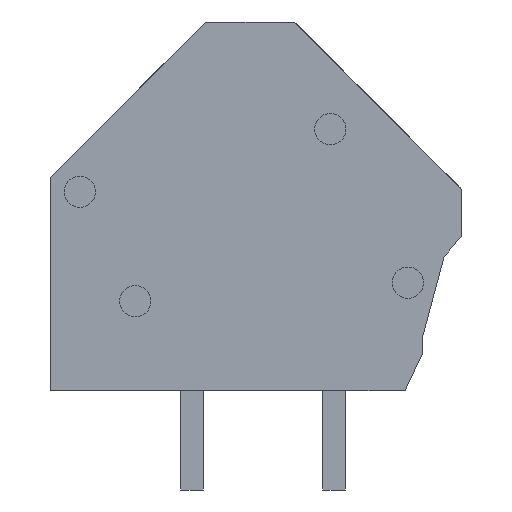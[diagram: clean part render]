
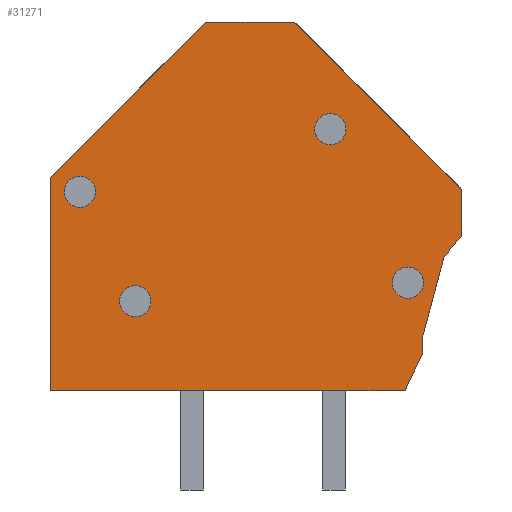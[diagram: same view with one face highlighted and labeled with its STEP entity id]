
A CAD part, left-side view. The second image highlights one B-rep face of the part: STEP entity #31271.
In plain terms, the highlighted planar face has unit normal (-1, 0, 0).
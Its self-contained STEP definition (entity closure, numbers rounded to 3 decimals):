
#31184=AXIS2_PLACEMENT_3D('Plane Axis2P3D',#31181,#31182,#31183) ;
#31201=AXIS2_PLACEMENT_3D('Circle Axis2P3D',#31199,#31200,$) ;
#31210=AXIS2_PLACEMENT_3D('Circle Axis2P3D',#31208,#31209,$) ;
#31219=AXIS2_PLACEMENT_3D('Circle Axis2P3D',#31217,#31218,$) ;
#31228=AXIS2_PLACEMENT_3D('Circle Axis2P3D',#31226,#31227,$) ;
#31237=AXIS2_PLACEMENT_3D('Circle Axis2P3D',#31235,#31236,$) ;
#31246=AXIS2_PLACEMENT_3D('Circle Axis2P3D',#31244,#31245,$) ;
#31255=AXIS2_PLACEMENT_3D('Circle Axis2P3D',#31253,#31254,$) ;
#31264=AXIS2_PLACEMENT_3D('Circle Axis2P3D',#31262,#31263,$) ;
#30856=CARTESIAN_POINT('Vertex',(0.7,2.,3.5)) ;
#30870=CARTESIAN_POINT('Vertex',(0.7,1.37,4.85)) ;
#30873=CARTESIAN_POINT('Line Origine',(0.7,1.685,4.175)) ;
#30901=CARTESIAN_POINT('Vertex',(0.7,1.37,5.45)) ;
#30904=CARTESIAN_POINT('Line Origine',(0.7,1.37,5.15)) ;
#30932=CARTESIAN_POINT('Vertex',(0.7,0.634,8.2)) ;
#30935=CARTESIAN_POINT('Line Origine',(0.7,1.002,6.825)) ;
#30963=CARTESIAN_POINT('Vertex',(0.7,0.,8.953)) ;
#30966=CARTESIAN_POINT('Line Origine',(0.7,0.317,8.577)) ;
#30994=CARTESIAN_POINT('Vertex',(0.7,0.,10.58)) ;
#30997=CARTESIAN_POINT('Line Origine',(0.7,0.,9.766)) ;
#31025=CARTESIAN_POINT('Vertex',(0.7,5.898,16.478)) ;
#31028=CARTESIAN_POINT('Line Origine',(0.7,2.949,13.529)) ;
#31056=CARTESIAN_POINT('Vertex',(0.7,9.022,16.478)) ;
#31059=CARTESIAN_POINT('Line Origine',(0.7,7.46,16.478)) ;
#31087=CARTESIAN_POINT('Vertex',(0.7,14.5,11.)) ;
#31090=CARTESIAN_POINT('Line Origine',(0.7,11.761,13.739)) ;
#31118=CARTESIAN_POINT('Vertex',(0.7,14.5,3.5)) ;
#31121=CARTESIAN_POINT('Line Origine',(0.7,14.5,7.25)) ;
#31149=CARTESIAN_POINT('Vertex',(0.7,12.7,3.5)) ;
#31152=CARTESIAN_POINT('Line Origine',(0.7,13.6,3.5)) ;
#31169=CARTESIAN_POINT('Line Origine',(0.7,7.35,3.5)) ;
#31181=CARTESIAN_POINT('Axis2P3D Location',(0.7,0.,0.)) ;
#31199=CARTESIAN_POINT('Axis2P3D Location',(0.7,13.45,10.5)) ;
#31203=CARTESIAN_POINT('Vertex',(0.7,12.9,10.5)) ;
#31205=CARTESIAN_POINT('Vertex',(0.7,14.,10.5)) ;
#31208=CARTESIAN_POINT('Axis2P3D Location',(0.7,13.45,10.5)) ;
#31217=CARTESIAN_POINT('Axis2P3D Location',(0.7,4.632,12.707)) ;
#31221=CARTESIAN_POINT('Vertex',(0.7,4.082,12.707)) ;
#31223=CARTESIAN_POINT('Vertex',(0.7,5.182,12.707)) ;
#31226=CARTESIAN_POINT('Axis2P3D Location',(0.7,4.632,12.707)) ;
#31235=CARTESIAN_POINT('Axis2P3D Location',(0.7,11.5,6.65)) ;
#31239=CARTESIAN_POINT('Vertex',(0.7,10.95,6.65)) ;
#31241=CARTESIAN_POINT('Vertex',(0.7,12.05,6.65)) ;
#31244=CARTESIAN_POINT('Axis2P3D Location',(0.7,11.5,6.65)) ;
#31253=CARTESIAN_POINT('Axis2P3D Location',(0.7,1.9,7.3)) ;
#31257=CARTESIAN_POINT('Vertex',(0.7,1.35,7.3)) ;
#31259=CARTESIAN_POINT('Vertex',(0.7,2.45,7.3)) ;
#31262=CARTESIAN_POINT('Axis2P3D Location',(0.7,1.9,7.3)) ;
#30874=DIRECTION('Vector Direction',(0.,-0.423,0.906)) ;
#30905=DIRECTION('Vector Direction',(0.,0.,1.)) ;
#30936=DIRECTION('Vector Direction',(0.,-0.259,0.966)) ;
#30967=DIRECTION('Vector Direction',(0.,-0.644,0.765)) ;
#30998=DIRECTION('Vector Direction',(0.,0.,-1.)) ;
#31029=DIRECTION('Vector Direction',(0.,0.707,0.707)) ;
#31060=DIRECTION('Vector Direction',(0.,-1.,0.)) ;
#31091=DIRECTION('Vector Direction',(0.,-0.707,0.707)) ;
#31122=DIRECTION('Vector Direction',(0.,0.,-1.)) ;
#31153=DIRECTION('Vector Direction',(0.,-1.,0.)) ;
#31170=DIRECTION('Vector Direction',(0.,-1.,0.)) ;
#31182=DIRECTION('Axis2P3D Direction',(-1.,0.,0.)) ;
#31183=DIRECTION('Axis2P3D XDirection',(0.,-1.,0.)) ;
#31200=DIRECTION('Axis2P3D Direction',(-1.,0.,0.)) ;
#31209=DIRECTION('Axis2P3D Direction',(-1.,0.,0.)) ;
#31218=DIRECTION('Axis2P3D Direction',(-1.,0.,0.)) ;
#31227=DIRECTION('Axis2P3D Direction',(-1.,0.,0.)) ;
#31236=DIRECTION('Axis2P3D Direction',(-1.,0.,0.)) ;
#31245=DIRECTION('Axis2P3D Direction',(-1.,0.,0.)) ;
#31254=DIRECTION('Axis2P3D Direction',(-1.,0.,0.)) ;
#31263=DIRECTION('Axis2P3D Direction',(-1.,0.,0.)) ;
#30875=VECTOR('Line Direction',#30874,1.) ;
#30906=VECTOR('Line Direction',#30905,1.) ;
#30937=VECTOR('Line Direction',#30936,1.) ;
#30968=VECTOR('Line Direction',#30967,1.) ;
#30999=VECTOR('Line Direction',#30998,1.) ;
#31030=VECTOR('Line Direction',#31029,1.) ;
#31061=VECTOR('Line Direction',#31060,1.) ;
#31092=VECTOR('Line Direction',#31091,1.) ;
#31123=VECTOR('Line Direction',#31122,1.) ;
#31154=VECTOR('Line Direction',#31153,1.) ;
#31171=VECTOR('Line Direction',#31170,1.) ;
#31187=ORIENTED_EDGE('',*,*,#30877,.T.) ;
#31188=ORIENTED_EDGE('',*,*,#30908,.T.) ;
#31189=ORIENTED_EDGE('',*,*,#30939,.T.) ;
#31190=ORIENTED_EDGE('',*,*,#30970,.T.) ;
#31191=ORIENTED_EDGE('',*,*,#31001,.T.) ;
#31192=ORIENTED_EDGE('',*,*,#31032,.T.) ;
#31193=ORIENTED_EDGE('',*,*,#31063,.T.) ;
#31194=ORIENTED_EDGE('',*,*,#31094,.T.) ;
#31195=ORIENTED_EDGE('',*,*,#31125,.T.) ;
#31196=ORIENTED_EDGE('',*,*,#31156,.T.) ;
#31197=ORIENTED_EDGE('',*,*,#31173,.T.) ;
#31214=ORIENTED_EDGE('',*,*,#31207,.F.) ;
#31215=ORIENTED_EDGE('',*,*,#31212,.F.) ;
#31232=ORIENTED_EDGE('',*,*,#31225,.F.) ;
#31233=ORIENTED_EDGE('',*,*,#31230,.F.) ;
#31250=ORIENTED_EDGE('',*,*,#31243,.F.) ;
#31251=ORIENTED_EDGE('',*,*,#31248,.F.) ;
#31268=ORIENTED_EDGE('',*,*,#31261,.F.) ;
#31269=ORIENTED_EDGE('',*,*,#31266,.F.) ;
#31216=FACE_BOUND('',#31213,.T.) ;
#31234=FACE_BOUND('',#31231,.T.) ;
#31252=FACE_BOUND('',#31249,.T.) ;
#31270=FACE_BOUND('',#31267,.T.) ;
#31271=ADVANCED_FACE('End plate_LMZF_1\\Hauptkoerper',(#31198,#31216,#31234,#31252,#31270),#31185,.T.) ;
#31202=CIRCLE('generated circle',#31201,0.55) ;
#31211=CIRCLE('generated circle',#31210,0.55) ;
#31220=CIRCLE('generated circle',#31219,0.55) ;
#31229=CIRCLE('generated circle',#31228,0.55) ;
#31238=CIRCLE('generated circle',#31237,0.55) ;
#31247=CIRCLE('generated circle',#31246,0.55) ;
#31256=CIRCLE('generated circle',#31255,0.55) ;
#31265=CIRCLE('generated circle',#31264,0.55) ;
#30877=EDGE_CURVE('',#30857,#30871,#30876,.T.) ;
#30908=EDGE_CURVE('',#30871,#30902,#30907,.T.) ;
#30939=EDGE_CURVE('',#30902,#30933,#30938,.T.) ;
#30970=EDGE_CURVE('',#30933,#30964,#30969,.T.) ;
#31001=EDGE_CURVE('',#30964,#30995,#31000,.F.) ;
#31032=EDGE_CURVE('',#30995,#31026,#31031,.T.) ;
#31063=EDGE_CURVE('',#31026,#31057,#31062,.F.) ;
#31094=EDGE_CURVE('',#31057,#31088,#31093,.F.) ;
#31125=EDGE_CURVE('',#31088,#31119,#31124,.T.) ;
#31156=EDGE_CURVE('',#31119,#31150,#31155,.T.) ;
#31173=EDGE_CURVE('',#31150,#30857,#31172,.T.) ;
#31207=EDGE_CURVE('',#31204,#31206,#31202,.T.) ;
#31212=EDGE_CURVE('',#31206,#31204,#31211,.T.) ;
#31225=EDGE_CURVE('',#31222,#31224,#31220,.T.) ;
#31230=EDGE_CURVE('',#31224,#31222,#31229,.T.) ;
#31243=EDGE_CURVE('',#31240,#31242,#31238,.T.) ;
#31248=EDGE_CURVE('',#31242,#31240,#31247,.T.) ;
#31261=EDGE_CURVE('',#31258,#31260,#31256,.T.) ;
#31266=EDGE_CURVE('',#31260,#31258,#31265,.T.) ;
#31186=EDGE_LOOP('',(#31187,#31188,#31189,#31190,#31191,#31192,#31193,#31194,#31195,#31196,#31197)) ;
#31213=EDGE_LOOP('',(#31214,#31215)) ;
#31231=EDGE_LOOP('',(#31232,#31233)) ;
#31249=EDGE_LOOP('',(#31250,#31251)) ;
#31267=EDGE_LOOP('',(#31268,#31269)) ;
#31198=FACE_OUTER_BOUND('',#31186,.T.) ;
#30876=LINE('Line',#30873,#30875) ;
#30907=LINE('Line',#30904,#30906) ;
#30938=LINE('Line',#30935,#30937) ;
#30969=LINE('Line',#30966,#30968) ;
#31000=LINE('Line',#30997,#30999) ;
#31031=LINE('Line',#31028,#31030) ;
#31062=LINE('Line',#31059,#31061) ;
#31093=LINE('Line',#31090,#31092) ;
#31124=LINE('Line',#31121,#31123) ;
#31155=LINE('Line',#31152,#31154) ;
#31172=LINE('Line',#31169,#31171) ;
#31185=PLANE('',#31184) ;
#30857=VERTEX_POINT('',#30856) ;
#30871=VERTEX_POINT('',#30870) ;
#30902=VERTEX_POINT('',#30901) ;
#30933=VERTEX_POINT('',#30932) ;
#30964=VERTEX_POINT('',#30963) ;
#30995=VERTEX_POINT('',#30994) ;
#31026=VERTEX_POINT('',#31025) ;
#31057=VERTEX_POINT('',#31056) ;
#31088=VERTEX_POINT('',#31087) ;
#31119=VERTEX_POINT('',#31118) ;
#31150=VERTEX_POINT('',#31149) ;
#31204=VERTEX_POINT('',#31203) ;
#31206=VERTEX_POINT('',#31205) ;
#31222=VERTEX_POINT('',#31221) ;
#31224=VERTEX_POINT('',#31223) ;
#31240=VERTEX_POINT('',#31239) ;
#31242=VERTEX_POINT('',#31241) ;
#31258=VERTEX_POINT('',#31257) ;
#31260=VERTEX_POINT('',#31259) ;
